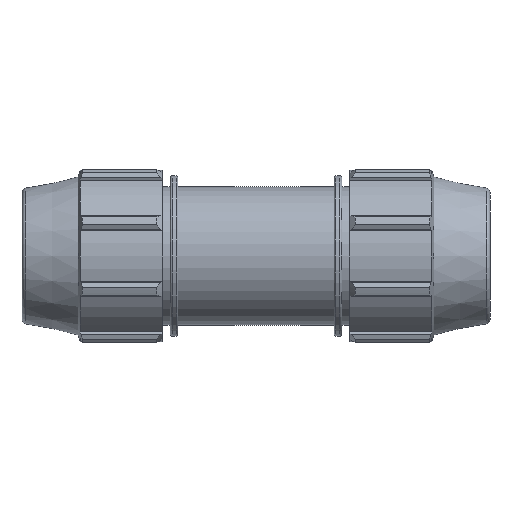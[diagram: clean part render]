
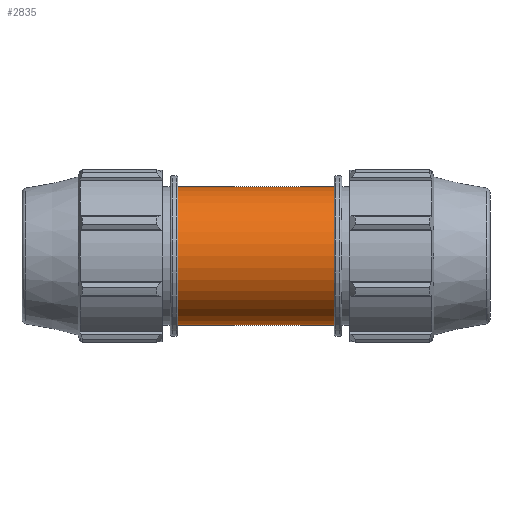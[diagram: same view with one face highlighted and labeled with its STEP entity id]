
A CAD part, front view. The second image highlights one B-rep face of the part: STEP entity #2835.
In plain terms, the highlighted cylindrical face has radius 36 mm (diameter 72 mm), a full revolution.
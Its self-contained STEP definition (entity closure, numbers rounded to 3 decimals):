
#612=FACE_BOUND('',#964,.T.);
#613=FACE_BOUND('',#965,.T.);
#616=B_SPLINE_CURVE_WITH_KNOTS('',3,(#3858,#3859,#3860,#3861,#3862,#3863,
#3864,#3865,#3866,#3867,#3868,#3869,#3870,#3871,#3872,#3873,#3874,#3875,
#3876,#3877,#3878,#3879,#3880,#3881,#3882,#3883,#3884,#3885,#3886,#3887,
#3888,#3889,#3890,#3891,#3892,#3893,#3894,#3895,#3896,#3897,#3898,#3899,
#3900,#3901,#3902,#3903,#3904,#3905,#3906,#3907,#3908,#3909,#3910,#3911,
#3912,#3913,#3914,#3915),.UNSPECIFIED.,.T.,.F.,(4,2,2,2,2,2,2,2,2,2,2,2,
2,2,2,2,2,2,2,2,2,2,2,2,2,2,2,2,4),(0.,0.319,0.638,
1.275,1.593,1.911,2.229,2.548,
2.866,3.184,3.502,3.82,4.458,
4.777,5.095,5.414,5.733,6.37,
6.688,7.007,7.325,7.643,7.961,
8.279,8.597,8.916,9.553,9.872,
10.191),.UNSPECIFIED.);
#769=FACE_OUTER_BOUND('',#963,.T.);
#963=EDGE_LOOP('',(#2478));
#964=EDGE_LOOP('',(#2479));
#965=EDGE_LOOP('',(#2480));
#1028=CIRCLE('',#2955,36.);
#1084=CIRCLE('',#3085,36.);
#1090=VERTEX_POINT('',#3857);
#1221=VERTEX_POINT('',#4384);
#1349=VERTEX_POINT('',#4843);
#1355=EDGE_CURVE('',#1090,#1090,#616,.T.);
#1533=EDGE_CURVE('',#1221,#1221,#1028,.T.);
#1726=EDGE_CURVE('',#1349,#1349,#1084,.T.);
#2478=ORIENTED_EDGE('',*,*,#1533,.T.);
#2479=ORIENTED_EDGE('',*,*,#1355,.T.);
#2480=ORIENTED_EDGE('',*,*,#1726,.F.);
#2527=CYLINDRICAL_SURFACE('',#3110,36.);
#2835=ADVANCED_FACE('',(#769,#612,#613),#2527,.T.);
#2955=AXIS2_PLACEMENT_3D('',#4385,#3432,#3433);
#3085=AXIS2_PLACEMENT_3D('',#4844,#3797,#3798);
#3110=AXIS2_PLACEMENT_3D('',#4873,#3847,#3848);
#3432=DIRECTION('center_axis',(1.,0.,0.));
#3433=DIRECTION('ref_axis',(0.,0.,-1.));
#3797=DIRECTION('center_axis',(1.,0.,0.));
#3798=DIRECTION('ref_axis',(0.,0.,-1.));
#3847=DIRECTION('center_axis',(1.,0.,0.));
#3848=DIRECTION('ref_axis',(0.,1.,0.));
#3857=CARTESIAN_POINT('',(0.,31.932,16.625));
#3858=CARTESIAN_POINT('Ctrl Pts',(0.,31.932,
16.625));
#3859=CARTESIAN_POINT('Ctrl Pts',(-1.063,31.932,16.625));
#3860=CARTESIAN_POINT('Ctrl Pts',(-2.155,31.986,16.521));
#3861=CARTESIAN_POINT('Ctrl Pts',(-4.316,32.204,16.092));
#3862=CARTESIAN_POINT('Ctrl Pts',(-5.386,32.367,15.767));
#3863=CARTESIAN_POINT('Ctrl Pts',(-8.448,32.97,14.488));
#3864=CARTESIAN_POINT('Ctrl Pts',(-10.296,33.522,13.215));
#3865=CARTESIAN_POINT('Ctrl Pts',(-12.484,34.278,11.027));
#3866=CARTESIAN_POINT('Ctrl Pts',(-13.17,34.536,10.203));
#3867=CARTESIAN_POINT('Ctrl Pts',(-14.385,35.018,8.404));
#3868=CARTESIAN_POINT('Ctrl Pts',(-14.914,35.241,7.428));
#3869=CARTESIAN_POINT('Ctrl Pts',(-15.767,35.61,5.384));
#3870=CARTESIAN_POINT('Ctrl Pts',(-16.093,35.757,4.314));
#3871=CARTESIAN_POINT('Ctrl Pts',(-16.521,35.952,2.152));
#3872=CARTESIAN_POINT('Ctrl Pts',(-16.625,36.,1.061));
#3873=CARTESIAN_POINT('Ctrl Pts',(-16.625,36.,-1.061));
#3874=CARTESIAN_POINT('Ctrl Pts',(-16.521,35.952,-2.152));
#3875=CARTESIAN_POINT('Ctrl Pts',(-16.093,35.757,-4.314));
#3876=CARTESIAN_POINT('Ctrl Pts',(-15.767,35.61,-5.384));
#3877=CARTESIAN_POINT('Ctrl Pts',(-14.914,35.241,-7.428));
#3878=CARTESIAN_POINT('Ctrl Pts',(-14.385,35.018,-8.404));
#3879=CARTESIAN_POINT('Ctrl Pts',(-13.17,34.536,-10.203));
#3880=CARTESIAN_POINT('Ctrl Pts',(-12.484,34.278,-11.027));
#3881=CARTESIAN_POINT('Ctrl Pts',(-10.296,33.522,-13.215));
#3882=CARTESIAN_POINT('Ctrl Pts',(-8.448,32.97,-14.488));
#3883=CARTESIAN_POINT('Ctrl Pts',(-5.386,32.367,-15.767));
#3884=CARTESIAN_POINT('Ctrl Pts',(-4.316,32.204,-16.092));
#3885=CARTESIAN_POINT('Ctrl Pts',(-2.155,31.986,-16.521));
#3886=CARTESIAN_POINT('Ctrl Pts',(-1.063,31.932,-16.625));
#3887=CARTESIAN_POINT('Ctrl Pts',(1.063,31.932,-16.625));
#3888=CARTESIAN_POINT('Ctrl Pts',(2.155,31.986,-16.521));
#3889=CARTESIAN_POINT('Ctrl Pts',(4.316,32.204,-16.092));
#3890=CARTESIAN_POINT('Ctrl Pts',(5.386,32.367,-15.767));
#3891=CARTESIAN_POINT('Ctrl Pts',(8.448,32.97,-14.488));
#3892=CARTESIAN_POINT('Ctrl Pts',(10.296,33.522,-13.215));
#3893=CARTESIAN_POINT('Ctrl Pts',(12.484,34.278,-11.027));
#3894=CARTESIAN_POINT('Ctrl Pts',(13.17,34.536,-10.203));
#3895=CARTESIAN_POINT('Ctrl Pts',(14.385,35.018,-8.404));
#3896=CARTESIAN_POINT('Ctrl Pts',(14.914,35.241,-7.428));
#3897=CARTESIAN_POINT('Ctrl Pts',(15.767,35.61,-5.384));
#3898=CARTESIAN_POINT('Ctrl Pts',(16.093,35.757,-4.314));
#3899=CARTESIAN_POINT('Ctrl Pts',(16.521,35.952,-2.152));
#3900=CARTESIAN_POINT('Ctrl Pts',(16.625,36.,-1.061));
#3901=CARTESIAN_POINT('Ctrl Pts',(16.625,36.,1.061));
#3902=CARTESIAN_POINT('Ctrl Pts',(16.521,35.952,2.152));
#3903=CARTESIAN_POINT('Ctrl Pts',(16.093,35.757,4.314));
#3904=CARTESIAN_POINT('Ctrl Pts',(15.767,35.61,5.384));
#3905=CARTESIAN_POINT('Ctrl Pts',(14.914,35.241,7.428));
#3906=CARTESIAN_POINT('Ctrl Pts',(14.385,35.018,8.404));
#3907=CARTESIAN_POINT('Ctrl Pts',(13.17,34.536,10.203));
#3908=CARTESIAN_POINT('Ctrl Pts',(12.484,34.278,11.027));
#3909=CARTESIAN_POINT('Ctrl Pts',(10.296,33.522,13.215));
#3910=CARTESIAN_POINT('Ctrl Pts',(8.448,32.97,14.488));
#3911=CARTESIAN_POINT('Ctrl Pts',(5.386,32.367,15.767));
#3912=CARTESIAN_POINT('Ctrl Pts',(4.316,32.204,16.092));
#3913=CARTESIAN_POINT('Ctrl Pts',(2.155,31.986,16.521));
#3914=CARTESIAN_POINT('Ctrl Pts',(1.063,31.932,16.625));
#3915=CARTESIAN_POINT('Ctrl Pts',(0.,31.932,
16.625));
#4384=CARTESIAN_POINT('',(-40.667,36.,0.));
#4385=CARTESIAN_POINT('Origin',(-40.667,0.,0.));
#4843=CARTESIAN_POINT('',(40.667,36.,0.));
#4844=CARTESIAN_POINT('Origin',(40.667,0.,0.));
#4873=CARTESIAN_POINT('Origin',(20.333,0.,0.));
